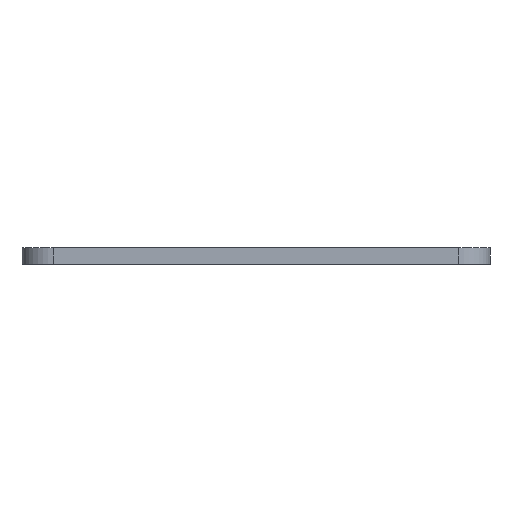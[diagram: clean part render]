
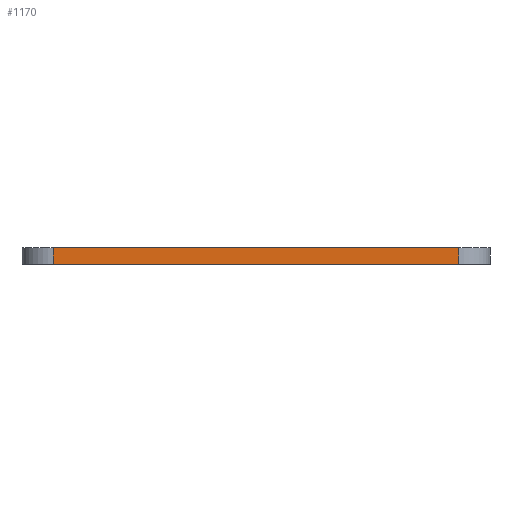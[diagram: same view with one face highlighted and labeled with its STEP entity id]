
A CAD part, left-side view. The second image highlights one B-rep face of the part: STEP entity #1170.
In plain terms, the highlighted planar face has unit normal (-1, 0, 0).
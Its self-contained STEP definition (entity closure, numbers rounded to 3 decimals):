
#23 = LINE ( 'NONE', #703, #56 ) ;
#39 = VECTOR ( 'NONE', #694, 1000. ) ;
#56 = VECTOR ( 'NONE', #702, 1000. ) ;
#59 = LINE ( 'NONE', #695, #39 ) ;
#126 = VECTOR ( 'NONE', #762, 1000. ) ;
#127 = LINE ( 'NONE', #763, #126 ) ;
#153 = LINE ( 'NONE', #754, #264 ) ;
#161 = ORIENTED_EDGE ( 'NONE', *, *, #540, .T. ) ;
#189 = ORIENTED_EDGE ( 'NONE', *, *, #617, .T. ) ;
#229 = ORIENTED_EDGE ( 'NONE', *, *, #609, .F. ) ;
#264 = VECTOR ( 'NONE', #753, 1000. ) ;
#293 = FACE_OUTER_BOUND ( 'NONE', #1047, .T. ) ;
#328 = ORIENTED_EDGE ( 'NONE', *, *, #544, .T. ) ;
#338 = CARTESIAN_POINT ( 'NONE',  ( -45., 39., 0. ) ) ;
#339 = CARTESIAN_POINT ( 'NONE',  ( -45., -39., 0. ) ) ;
#406 = PLANE ( 'NONE',  #648 ) ;
#407 = CARTESIAN_POINT ( 'NONE',  ( -45., 45., 3.2 ) ) ;
#408 = DIRECTION ( 'NONE',  ( 1., 0., 0. ) ) ;
#409 = DIRECTION ( 'NONE',  ( 0., 1., 0. ) ) ;
#540 = EDGE_CURVE ( 'NONE', #925, #924, #127, .T. ) ;
#544 = EDGE_CURVE ( 'NONE', #922, #925, #153, .T. ) ;
#609 = EDGE_CURVE ( 'NONE', #922, #923, #23, .T. ) ;
#617 = EDGE_CURVE ( 'NONE', #924, #923, #59, .T. ) ;
#648 = AXIS2_PLACEMENT_3D ( 'NONE', #407, #408, #409 ) ;
#694 = DIRECTION ( 'NONE',  ( 0., 0., 1. ) ) ;
#695 = CARTESIAN_POINT ( 'NONE',  ( -45., -39., 3.2 ) ) ;
#702 = DIRECTION ( 'NONE',  ( 0., -1., 0. ) ) ;
#703 = CARTESIAN_POINT ( 'NONE',  ( -45., 45., 3.2 ) ) ;
#753 = DIRECTION ( 'NONE',  ( 0., 0., -1. ) ) ;
#754 = CARTESIAN_POINT ( 'NONE',  ( -45., 39., 3.2 ) ) ;
#762 = DIRECTION ( 'NONE',  ( 0., -1., 0. ) ) ;
#763 = CARTESIAN_POINT ( 'NONE',  ( -45., 45., 0. ) ) ;
#922 = VERTEX_POINT ( 'NONE', #966 ) ;
#923 = VERTEX_POINT ( 'NONE', #958 ) ;
#924 = VERTEX_POINT ( 'NONE', #339 ) ;
#925 = VERTEX_POINT ( 'NONE', #338 ) ;
#958 = CARTESIAN_POINT ( 'NONE',  ( -45., -39., 3.2 ) ) ;
#966 = CARTESIAN_POINT ( 'NONE',  ( -45., 39., 3.2 ) ) ;
#1047 = EDGE_LOOP ( 'NONE', ( #161, #189, #229, #328 ) ) ;
#1170 = ADVANCED_FACE ( 'NONE', ( #293 ), #406, .F. ) ;
